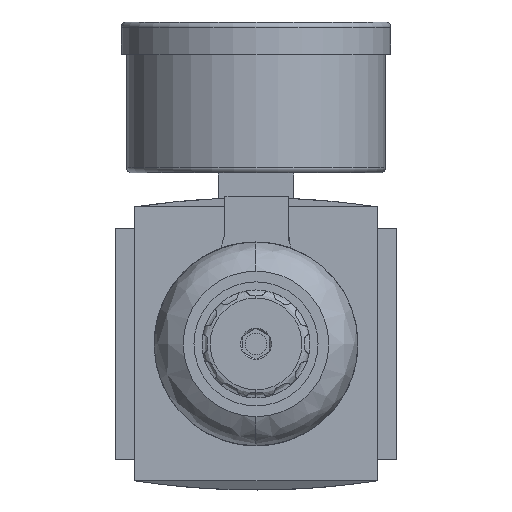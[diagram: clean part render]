
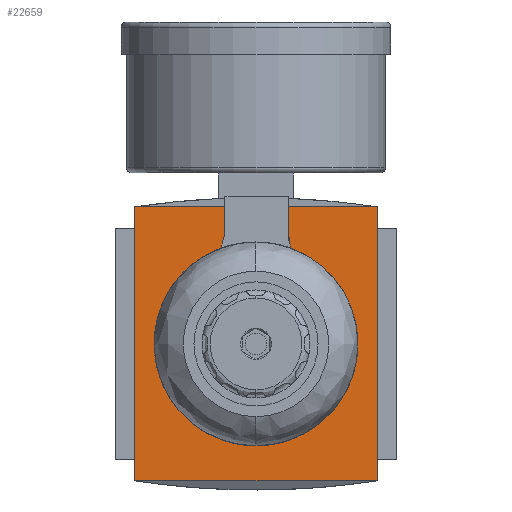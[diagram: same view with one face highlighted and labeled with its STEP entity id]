
A CAD part, front view. The second image highlights one B-rep face of the part: STEP entity #22659.
In plain terms, the highlighted planar face has unit normal (0, -1, 0).
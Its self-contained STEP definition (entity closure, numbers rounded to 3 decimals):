
#1560 = CARTESIAN_POINT ( 'NONE',  ( -3.72, -22.415, 82.833 ) ) ;
#1863 = DIRECTION ( 'NONE',  ( 0., 0., 1. ) ) ;
#2357 = EDGE_LOOP ( 'NONE', ( #31303, #12439, #13505, #13824 ) ) ;
#3131 = VERTEX_POINT ( 'NONE', #17489 ) ;
#5506 = LINE ( 'NONE', #15365, #25174 ) ;
#7642 = CARTESIAN_POINT ( 'NONE',  ( 18.78, -22.415, -65.47 ) ) ;
#8329 = DIRECTION ( 'NONE',  ( 1., 0., 0. ) ) ;
#10190 = AXIS2_PLACEMENT_3D ( 'NONE', #1560, #28051, #1863 ) ;
#11986 = CARTESIAN_POINT ( 'NONE',  ( 18.78, -22.415, -14.67 ) ) ;
#12439 = ORIENTED_EDGE ( 'NONE', *, *, #19888, .F. ) ;
#13505 = ORIENTED_EDGE ( 'NONE', *, *, #21097, .F. ) ;
#13824 = ORIENTED_EDGE ( 'NONE', *, *, #26013, .F. ) ;
#15039 = VERTEX_POINT ( 'NONE', #16136 ) ;
#15365 = CARTESIAN_POINT ( 'NONE',  ( -3.72, -22.415, -14.67 ) ) ;
#16136 = CARTESIAN_POINT ( 'NONE',  ( -26.22, -22.415, -14.67 ) ) ;
#17489 = CARTESIAN_POINT ( 'NONE',  ( -26.22, -22.415, -65.47 ) ) ;
#18882 = CARTESIAN_POINT ( 'NONE',  ( -3.72, -22.415, -65.47 ) ) ;
#19888 = EDGE_CURVE ( 'NONE', #27580, #23603, #28756, .T. ) ;
#21097 = EDGE_CURVE ( 'NONE', #15039, #27580, #5506, .T. ) ;
#21978 = VECTOR ( 'NONE', #39459, 1000. ) ;
#22659 = ADVANCED_FACE ( 'NONE', ( #32564 ), #31633, .F. ) ;
#23603 = VERTEX_POINT ( 'NONE', #7642 ) ;
#25174 = VECTOR ( 'NONE', #8329, 1000. ) ;
#25385 = VECTOR ( 'NONE', #35923, 1000. ) ;
#26013 = EDGE_CURVE ( 'NONE', #3131, #15039, #38242, .T. ) ;
#27580 = VERTEX_POINT ( 'NONE', #11986 ) ;
#27867 = VECTOR ( 'NONE', #29602, 1000. ) ;
#28051 = DIRECTION ( 'NONE',  ( 0., 1., 0. ) ) ;
#28756 = LINE ( 'NONE', #36704, #21978 ) ;
#29602 = DIRECTION ( 'NONE',  ( 0., 0., 1. ) ) ;
#29739 = CARTESIAN_POINT ( 'NONE',  ( -26.22, -22.415, 82.833 ) ) ;
#31303 = ORIENTED_EDGE ( 'NONE', *, *, #31975, .F. ) ;
#31633 = PLANE ( 'NONE',  #10190 ) ;
#31975 = EDGE_CURVE ( 'NONE', #23603, #3131, #42975, .T. ) ;
#32564 = FACE_OUTER_BOUND ( 'NONE', #2357, .T. ) ;
#35923 = DIRECTION ( 'NONE',  ( -1., 0., 0. ) ) ;
#36704 = CARTESIAN_POINT ( 'NONE',  ( 18.78, -22.415, 82.833 ) ) ;
#38242 = LINE ( 'NONE', #29739, #27867 ) ;
#39459 = DIRECTION ( 'NONE',  ( 0., 0., -1. ) ) ;
#42975 = LINE ( 'NONE', #18882, #25385 ) ;
